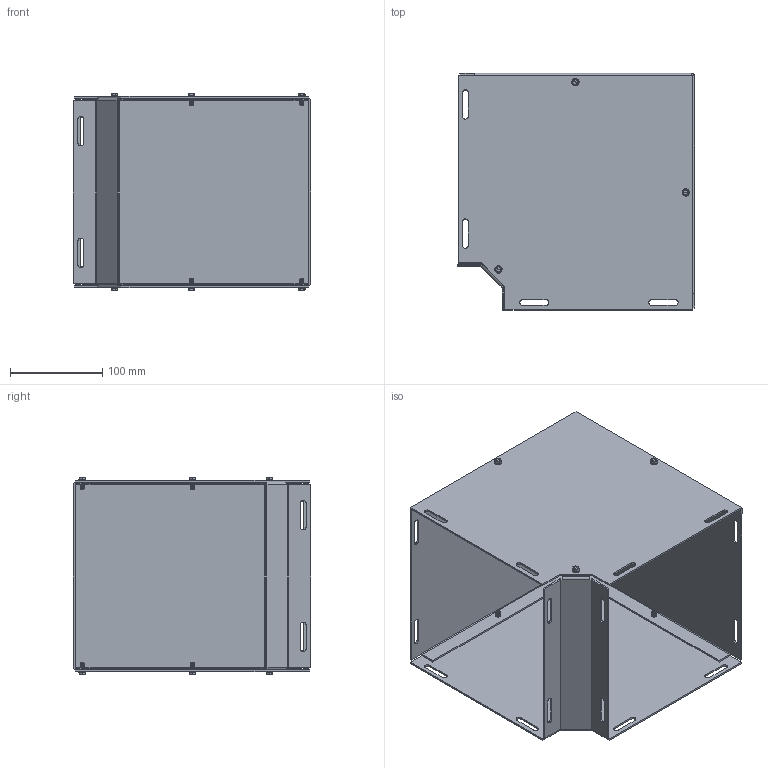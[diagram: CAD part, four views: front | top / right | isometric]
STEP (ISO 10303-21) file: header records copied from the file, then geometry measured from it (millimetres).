
FILE_DESCRIPTION(/* description */ ('90° ELBOW WIREWAY FITTING, TOP & BOTTOM, GALV., 8X8'),/* implementation_level */ '2;1');
FILE_NAME(/* name */ 'L080890G.stp',/* time_stamp */ '2015-10-16T11:45:58+05:00',/* author */ ('schinnathambi'),/* organization */ (''),/* preprocessor_version */ 'ST-DEVELOPER v16.1',/* originating_system */ 'Autodesk Inventor 2016',/* authorisation */ '');
FILE_SCHEMA (('AUTOMOTIVE_DESIGN { 1 0 10303 214 3 1 1 }'));
Length unit declared in the file: inch
Products named in the file (5): L080890GTB; L080890GBKP; L080890GBK; 372141; L080890G
Assembly tree (10 placements, depth 2):
  L080890G
    L080890GTB  x2
    L080890GBKP
    L080890GBK
    372141  x6
Bounding box: 256.44 x 256.44 x 213.82 mm (x, y, z)
Volume: 483316.6 mm3; surface area: 525505.9 mm2
Topology: 10 solids, 10 shells, 658 faces, 1566 edges, 934 vertices
Faces by surface type: plane 286, cone 162, cylinder 134, torus 72, bspline 4
Full cylindrical faces by diameter (mm): 4.343 x6, 4.595 x48, 6.35 x6, 7.938 x6
Entity records: 7473 total; most frequent: CARTESIAN_POINT 1457, DIRECTION 1193, ORIENTED_EDGE 1118, EDGE_CURVE 559, AXIS2_PLACEMENT_3D 414, LINE 365, VECTOR 365, VERTEX_POINT 362
